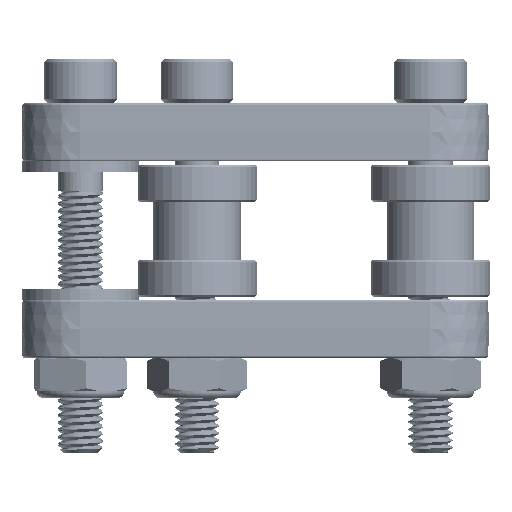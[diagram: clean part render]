
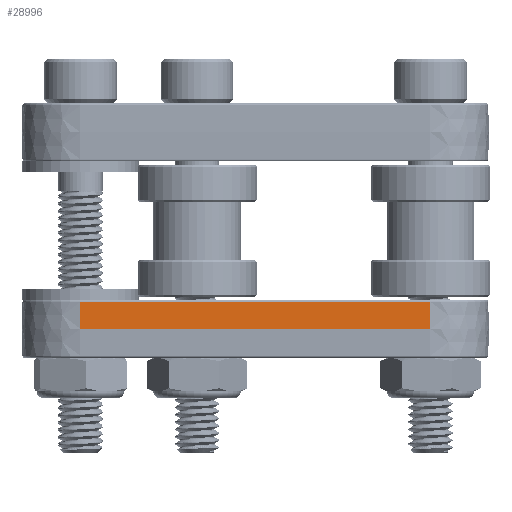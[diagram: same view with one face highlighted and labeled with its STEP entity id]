
A CAD part, front view. The second image highlights one B-rep face of the part: STEP entity #28996.
In plain terms, the highlighted planar face has unit normal (0, -1, 0.018).
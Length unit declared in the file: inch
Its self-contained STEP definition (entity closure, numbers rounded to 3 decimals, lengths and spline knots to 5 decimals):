
#1547 = CARTESIAN_POINT ( 'NONE',  ( 1.5, -0.75, 0. ) ) ;
#1751 = DIRECTION ( 'NONE',  ( -1., 0., 0. ) ) ;
#3146 = VECTOR ( 'NONE', #32974, 39.37008 ) ;
#4011 = AXIS2_PLACEMENT_3D ( 'NONE', #8821, #28963, #26243 ) ;
#4166 = LINE ( 'NONE', #24919, #26076 ) ;
#4626 = LINE ( 'NONE', #28097, #37802 ) ;
#6221 = EDGE_LOOP ( 'NONE', ( #31025, #9347, #21853, #35158 ) ) ;
#6607 = CARTESIAN_POINT ( 'NONE',  ( 0., -0.74799, 0.11517 ) ) ;
#7992 = VERTEX_POINT ( 'NONE', #27639 ) ;
#8821 = CARTESIAN_POINT ( 'NONE',  ( 0., -0.75, 0. ) ) ;
#9008 = LINE ( 'NONE', #32596, #3146 ) ;
#9043 = DIRECTION ( 'NONE',  ( 0., 0.017, 1. ) ) ;
#9347 = ORIENTED_EDGE ( 'NONE', *, *, #14452, .T. ) ;
#9863 = EDGE_CURVE ( 'NONE', #20132, #7992, #4166, .T. ) ;
#10069 = VERTEX_POINT ( 'NONE', #17162 ) ;
#14452 = EDGE_CURVE ( 'NONE', #10069, #20132, #4626, .T. ) ;
#17162 = CARTESIAN_POINT ( 'NONE',  ( 1.5, -0.74799, 0.11517 ) ) ;
#19190 = EDGE_CURVE ( 'NONE', #31321, #10069, #35561, .T. ) ;
#20132 = VERTEX_POINT ( 'NONE', #6607 ) ;
#21853 = ORIENTED_EDGE ( 'NONE', *, *, #9863, .T. ) ;
#24919 = CARTESIAN_POINT ( 'NONE',  ( 0., -0.75, 0. ) ) ;
#26076 = VECTOR ( 'NONE', #27819, 39.37008 ) ;
#26243 = DIRECTION ( 'NONE',  ( 0., -0.017, -1. ) ) ;
#27639 = CARTESIAN_POINT ( 'NONE',  ( 0., -0.75, 0. ) ) ;
#27819 = DIRECTION ( 'NONE',  ( 0., -0.017, -1. ) ) ;
#28097 = CARTESIAN_POINT ( 'NONE',  ( 0., -0.74799, 0.11517 ) ) ;
#28963 = DIRECTION ( 'NONE',  ( 0., -1., 0.017 ) ) ;
#28996 = ADVANCED_FACE ( 'NONE', ( #32415 ), #37843, .T. ) ;
#29081 = VECTOR ( 'NONE', #9043, 39.37008 ) ;
#31025 = ORIENTED_EDGE ( 'NONE', *, *, #19190, .T. ) ;
#31321 = VERTEX_POINT ( 'NONE', #1547 ) ;
#32415 = FACE_OUTER_BOUND ( 'NONE', #6221, .T. ) ;
#32596 = CARTESIAN_POINT ( 'NONE',  ( 0., -0.75, 0. ) ) ;
#32974 = DIRECTION ( 'NONE',  ( 1., 0., 0. ) ) ;
#34988 = CARTESIAN_POINT ( 'NONE',  ( 1.5, -0.75, 0. ) ) ;
#35158 = ORIENTED_EDGE ( 'NONE', *, *, #37513, .T. ) ;
#35561 = LINE ( 'NONE', #34988, #29081 ) ;
#37513 = EDGE_CURVE ( 'NONE', #7992, #31321, #9008, .T. ) ;
#37802 = VECTOR ( 'NONE', #1751, 39.37008 ) ;
#37843 = PLANE ( 'NONE',  #4011 ) ;
